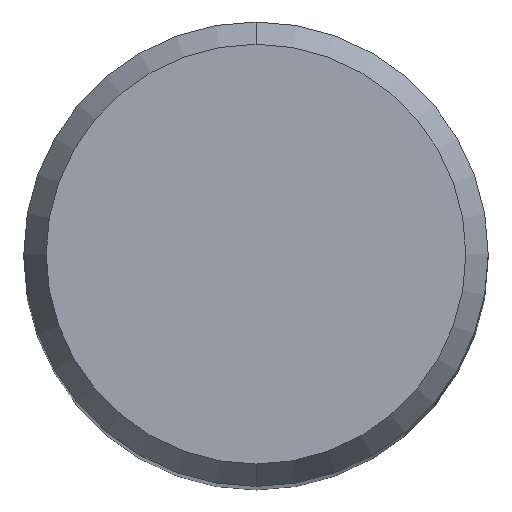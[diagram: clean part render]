
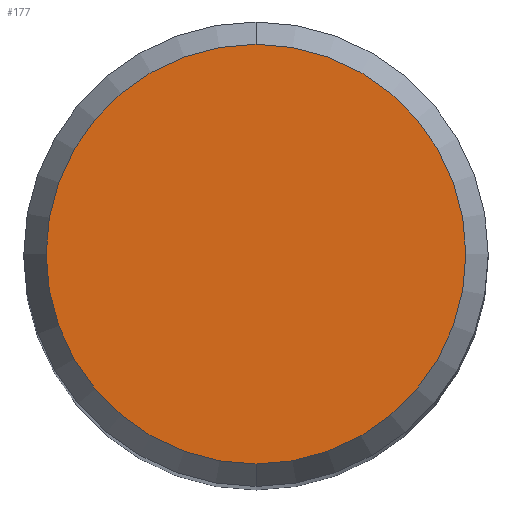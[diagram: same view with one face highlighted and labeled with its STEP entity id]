
A CAD part, top view. The second image highlights one B-rep face of the part: STEP entity #177.
In plain terms, the highlighted planar face has unit normal (0, 0, 1).
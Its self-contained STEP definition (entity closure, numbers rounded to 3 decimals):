
#91=EDGE_CURVE('',#135,#147,#218,.T.);
#135=VERTEX_POINT('',#265);
#147=VERTEX_POINT('',#279);
#177=ADVANCED_FACE('',(#312),#313,.T.);
#185=EDGE_CURVE('',#147,#135,#324,.T.);
#218=CIRCLE('',#354,4.304);
#265=CARTESIAN_POINT('',(0.0,4.304,0.01));
#279=CARTESIAN_POINT('',(0.,-4.304,0.01));
#312=FACE_OUTER_BOUND('',#473,.T.);
#313=PLANE('',#474);
#324=CIRCLE('',#486,4.304);
#354=AXIS2_PLACEMENT_3D('',#502,#503,#504);
#473=EDGE_LOOP('',(#609,#610));
#474=AXIS2_PLACEMENT_3D('',#611,#612,#613);
#486=AXIS2_PLACEMENT_3D('',#638,#639,#640);
#502=CARTESIAN_POINT('',(0.0,0.0,0.01));
#503=DIRECTION('',(0.0,0.0,-1.0));
#504=DIRECTION('',(0.0,1.0,0.0));
#609=ORIENTED_EDGE('',*,*,#91,.F.);
#610=ORIENTED_EDGE('',*,*,#185,.F.);
#611=CARTESIAN_POINT('',(0.0,2.152,0.01));
#612=DIRECTION('',(-0.0,0.0,1.0));
#613=DIRECTION('',(0.0,-1.0,0.0));
#638=CARTESIAN_POINT('',(0.0,0.0,0.01));
#639=DIRECTION('',(0.0,0.0,-1.0));
#640=DIRECTION('',(0.0,1.0,0.0));
